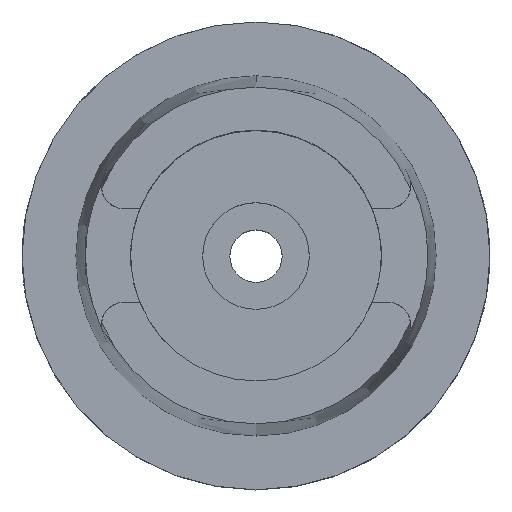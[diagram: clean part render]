
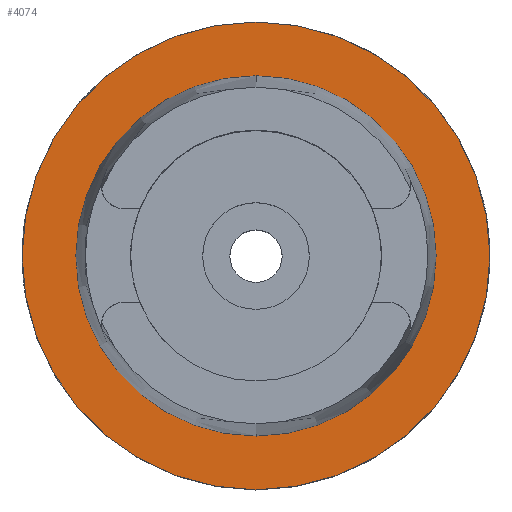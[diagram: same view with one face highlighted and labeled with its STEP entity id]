
A CAD part, top view. The second image highlights one B-rep face of the part: STEP entity #4074.
In plain terms, the highlighted planar face has unit normal (0, 0, 1).
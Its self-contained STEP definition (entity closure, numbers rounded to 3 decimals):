
#1910=CARTESIAN_POINT('',(0.,0.,0.));
#1911=DIRECTION('',(0.,0.,-1.));
#1912=DIRECTION('',(0.,-1.,0.));
#1913=AXIS2_PLACEMENT_3D('',#1910,#1911,#1912);
#1918=CARTESIAN_POINT('',(0.,0.,0.));
#1919=DIRECTION('',(0.,0.,-1.));
#1920=DIRECTION('',(0.,1.,0.));
#1921=AXIS2_PLACEMENT_3D('',#1918,#1919,#1920);
#1926=CARTESIAN_POINT('',(0.,0.,0.));
#1927=DIRECTION('',(0.,0.,1.));
#1928=DIRECTION('',(0.,-1.,0.));
#1929=AXIS2_PLACEMENT_3D('',#1926,#1927,#1928);
#1934=CARTESIAN_POINT('',(0.,0.,0.));
#1935=DIRECTION('',(0.,0.,1.));
#1936=DIRECTION('',(0.,1.,0.));
#1937=AXIS2_PLACEMENT_3D('',#1934,#1935,#1936);
#2272=CARTESIAN_POINT('',(0.,-48.134,0.));
#2273=VERTEX_POINT('',#2272);
#2274=CARTESIAN_POINT('',(0.,48.134,0.));
#2275=VERTEX_POINT('',#2274);
#2546=CARTESIAN_POINT('',(0.,62.5,0.));
#2547=VERTEX_POINT('',#2546);
#2548=CARTESIAN_POINT('',(0.,-62.5,0.));
#2549=VERTEX_POINT('',#2548);
#4061=CARTESIAN_POINT('',(0.,0.,0.));
#4062=DIRECTION('',(0.,0.,-1.));
#4063=DIRECTION('',(0.,-1.,0.));
#4064=AXIS2_PLACEMENT_3D('',#4061,#4062,#4063);
#4065=PLANE('',#4064);
#4066=ORIENTED_EDGE('',*,*,#3820,.T.);
#4067=ORIENTED_EDGE('',*,*,#3938,.T.);
#4068=EDGE_LOOP('',(#4066,#4067));
#4069=FACE_OUTER_BOUND('',#4068,.F.);
#4070=ORIENTED_EDGE('',*,*,#2756,.T.);
#4071=ORIENTED_EDGE('',*,*,#2720,.T.);
#4072=EDGE_LOOP('',(#4070,#4071));
#4073=FACE_BOUND('',#4072,.F.);
#1914=CIRCLE('',#1913,62.5);
#1922=CIRCLE('',#1921,62.5);
#1930=CIRCLE('',#1929,48.134);
#1938=CIRCLE('',#1937,48.134);
#2720=EDGE_CURVE('',#2275,#2273,#1938,.T.);
#2756=EDGE_CURVE('',#2273,#2275,#1930,.T.);
#3820=EDGE_CURVE('',#2549,#2547,#1914,.T.);
#3938=EDGE_CURVE('',#2547,#2549,#1922,.T.);
#4074=ADVANCED_FACE('',(#4069,#4073),#4065,.F.);
